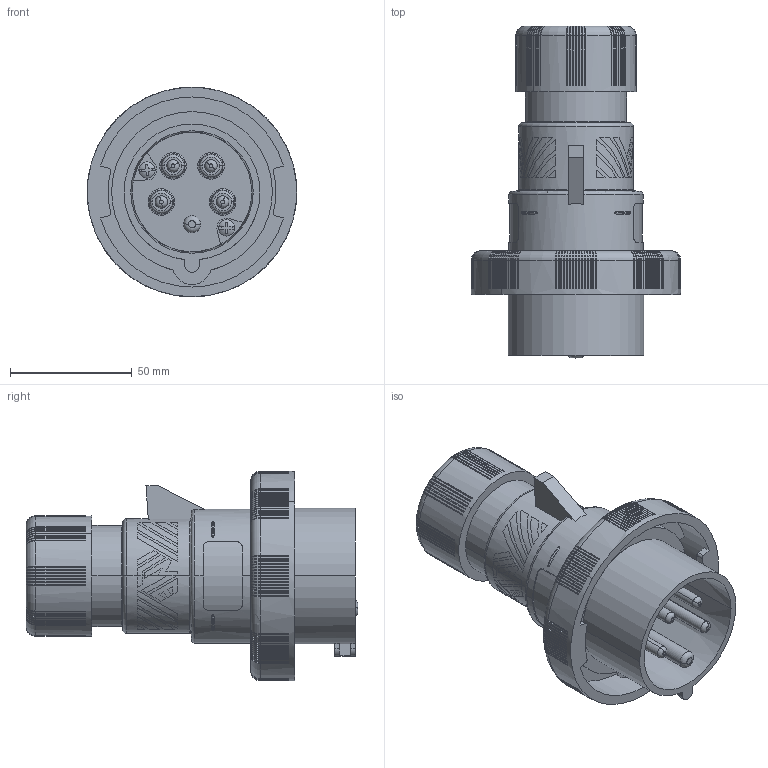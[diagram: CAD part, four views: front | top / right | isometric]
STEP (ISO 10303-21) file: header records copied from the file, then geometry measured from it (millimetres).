
FILE_DESCRIPTION(('Creo Elements/Direct Modeling STEP Export'),'2;1');
FILE_NAME('PHW_1665_SV.stp','2012-09-18T11:50:01',(''),(''),'Creo Elements/Direct Modeling STEP processor for AP214 (Solid Model)','Creo Elements/Direct Modeling 18.0B 02-Dec-2011 (C) Parametric Technology GmbH','');
FILE_SCHEMA(('AUTOMOTIVE_DESIGN { 1 0 10303 214 1 1 1 1 }'));
Products named in the file (2): PHW_1665_SV
Assembly tree (1 placements, depth 2):
  PHW_1665_SV
    PHW_1665_SV
Bounding box: 86 x 136.2 x 86 mm (x, y, z)
Volume: 213074.7 mm3; surface area: 72015.7 mm2
Topology: 1 solids, 1 shells, 1540 faces, 4221 edges, 2384 vertices
Faces by surface type: plane 645, torus 466, cylinder 287, sphere 112, cone 30
Entity records: 92076 total; most frequent: CARTESIAN_POINT 45001, ORIENTED_EDGE 7738, DIRECTION 6897, EDGE_CURVE 3869, AXIS2_PLACEMENT_3D 2772, VERTEX_POINT 2384, EDGE_LOOP 1597, FACE_OUTER_BOUND 1540
